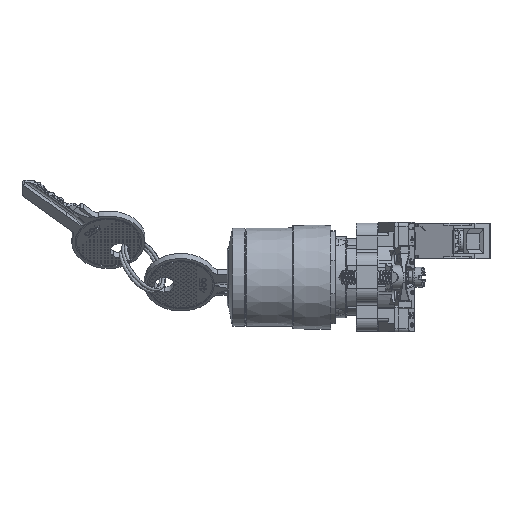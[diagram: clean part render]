
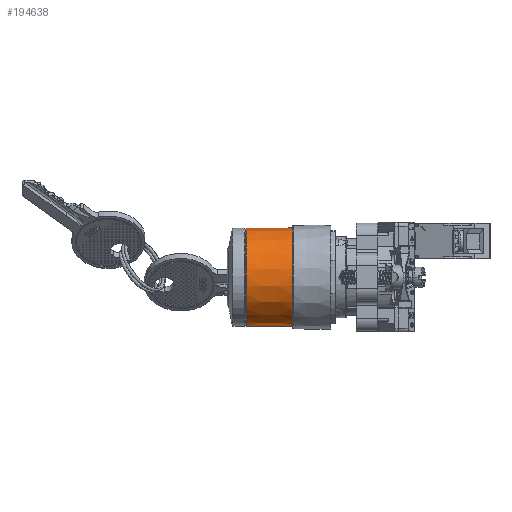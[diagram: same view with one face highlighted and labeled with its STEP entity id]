
A CAD part, left-side view. The second image highlights one B-rep face of the part: STEP entity #194638.
In plain terms, the highlighted conical face has half-angle 0.444 degrees and reference radius 13.451 mm.
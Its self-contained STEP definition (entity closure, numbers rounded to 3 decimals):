
#142330=CARTESIAN_POINT('',(0.,41.7,0.));
#142331=DIRECTION('',(0.,1.,0.));
#142332=DIRECTION('',(1.,0.,0.));
#142333=AXIS2_PLACEMENT_3D('',#142330,#142331,#142332);
#142335=CARTESIAN_POINT('',(0.,29.,0.));
#142336=DIRECTION('',(0.,1.,0.));
#142337=DIRECTION('',(1.,0.,0.));
#142338=AXIS2_PLACEMENT_3D('',#142335,#142336,#142337);
#142345=DIRECTION('',(-0.008,1.,0.));
#142346=VECTOR('',#142345,12.7);
#142347=CARTESIAN_POINT('',(13.5,29.,0.));
#142348=LINE('',#142347,#142346);
#142354=DIRECTION('',(0.008,1.,0.));
#142355=VECTOR('',#142354,12.7);
#142356=CARTESIAN_POINT('',(-13.5,29.,0.));
#142357=LINE('',#142356,#142355);
#171556=CARTESIAN_POINT('',(-13.5,29.,0.));
#171557=CARTESIAN_POINT('',(13.5,29.,0.));
#171558=VERTEX_POINT('',#171556);
#171559=VERTEX_POINT('',#171557);
#171564=CARTESIAN_POINT('',(-13.402,41.7,0.));
#171565=CARTESIAN_POINT('',(13.402,41.7,0.));
#171566=VERTEX_POINT('',#171564);
#171567=VERTEX_POINT('',#171565);
#194624=CARTESIAN_POINT('',(0.,35.35,0.));
#194625=DIRECTION('',(0.,-1.,0.));
#194626=DIRECTION('',(-1.,0.,0.));
#194627=AXIS2_PLACEMENT_3D('',#194624,#194625,#194626);
#194628=CONICAL_SURFACE('',#194627,13.451,0.444);
#194629=ORIENTED_EDGE('',*,*,#194611,.T.);
#194631=ORIENTED_EDGE('',*,*,#194630,.F.);
#194633=ORIENTED_EDGE('',*,*,#194632,.F.);
#194635=ORIENTED_EDGE('',*,*,#194634,.T.);
#194636=EDGE_LOOP('',(#194629,#194631,#194633,#194635));
#194637=FACE_OUTER_BOUND('',#194636,.F.);
#142334=CIRCLE('',#142333,13.402);
#142339=CIRCLE('',#142338,13.5);
#194611=EDGE_CURVE('',#171567,#171566,#142334,.T.);
#194630=EDGE_CURVE('',#171558,#171566,#142357,.T.);
#194632=EDGE_CURVE('',#171559,#171558,#142339,.T.);
#194634=EDGE_CURVE('',#171559,#171567,#142348,.T.);
#194638=ADVANCED_FACE('',(#194637),#194628,.T.);
